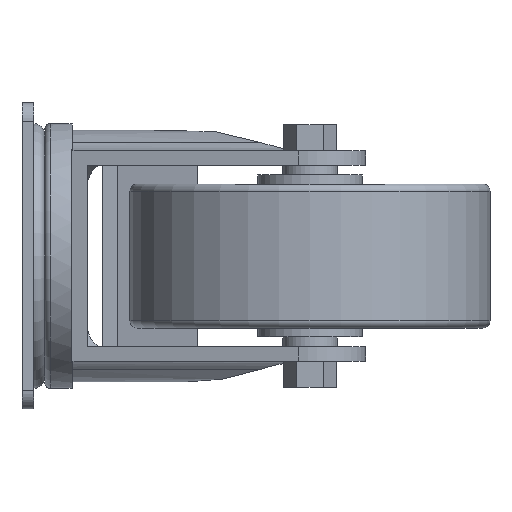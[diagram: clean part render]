
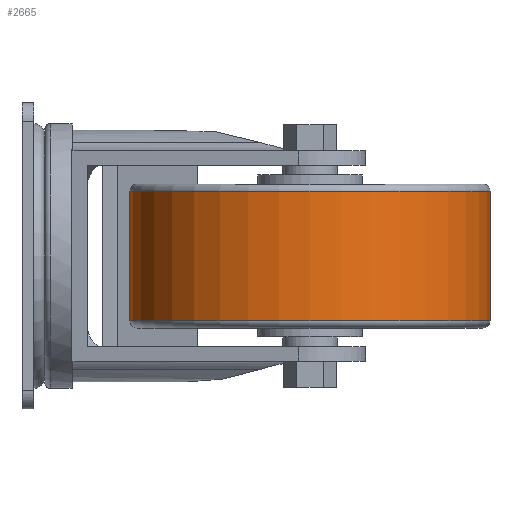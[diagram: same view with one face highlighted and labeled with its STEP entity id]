
A CAD part, left-side view. The second image highlights one B-rep face of the part: STEP entity #2665.
In plain terms, the highlighted cylindrical face has radius 50 mm (diameter 100 mm), a full revolution.
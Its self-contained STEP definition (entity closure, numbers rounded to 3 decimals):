
#70=CYLINDRICAL_SURFACE('',#2927,50.);
#179=CIRCLE('',#2926,50.);
#180=CIRCLE('',#2928,50.);
#715=ORIENTED_EDGE('',*,*,#1254,.T.);
#716=ORIENTED_EDGE('',*,*,#1253,.F.);
#1253=EDGE_CURVE('',#1564,#1564,#179,.T.);
#1254=EDGE_CURVE('',#1565,#1565,#180,.T.);
#1564=VERTEX_POINT('',#4413);
#1565=VERTEX_POINT('',#4416);
#2233=EDGE_LOOP('',(#715));
#2234=EDGE_LOOP('',(#716));
#2419=FACE_BOUND('',#2233,.T.);
#2420=FACE_BOUND('',#2234,.T.);
#2665=ADVANCED_FACE('',(#2419,#2420),#70,.T.);
#2926=AXIS2_PLACEMENT_3D('',#4412,#3564,#3565);
#2927=AXIS2_PLACEMENT_3D('',#4414,#3566,#3567);
#2928=AXIS2_PLACEMENT_3D('',#4415,#3568,#3569);
#3564=DIRECTION('',(0.,0.,-1.));
#3565=DIRECTION('',(-1.,0.,0.));
#3566=DIRECTION('',(0.,0.,-1.));
#3567=DIRECTION('',(-1.,0.,0.));
#3568=DIRECTION('',(0.,0.,-1.));
#3569=DIRECTION('',(-1.,0.,0.));
#4412=CARTESIAN_POINT('',(0.,0.,-18.));
#4413=CARTESIAN_POINT('',(-50.,0.,-18.));
#4414=CARTESIAN_POINT('',(0.,0.,-22.5));
#4415=CARTESIAN_POINT('',(0.,0.,18.));
#4416=CARTESIAN_POINT('',(-50.,0.,18.));
